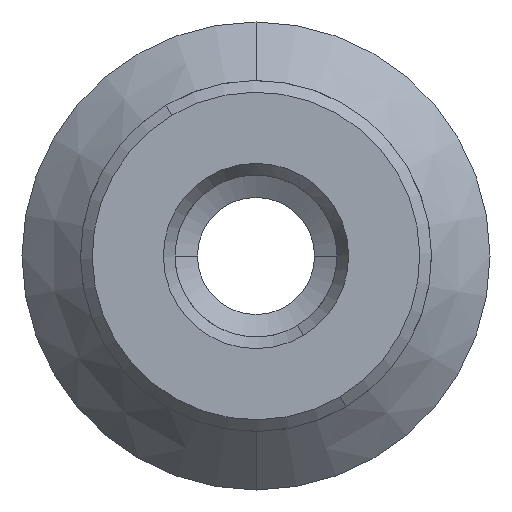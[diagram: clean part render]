
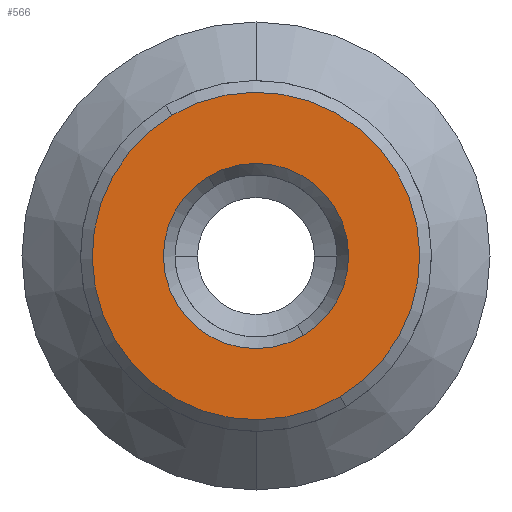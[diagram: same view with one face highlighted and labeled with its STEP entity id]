
A CAD part, front view. The second image highlights one B-rep face of the part: STEP entity #566.
In plain terms, the highlighted planar face has unit normal (0, -1, 0).
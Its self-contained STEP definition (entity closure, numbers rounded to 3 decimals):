
#44 = EDGE_CURVE ( 'NONE', #71, #70, #653, .T. ) ;
#70 = VERTEX_POINT ( 'NONE', #690 ) ;
#71 = VERTEX_POINT ( 'NONE', #689 ) ;
#330 = VERTEX_POINT ( 'NONE', #1096 ) ;
#402 = VERTEX_POINT ( 'NONE', #1186 ) ;
#408 = EDGE_CURVE ( 'NONE', #330, #402, #1256, .T. ) ;
#462 = ORIENTED_EDGE ( 'NONE', *, *, #408, .F. ) ;
#468 = EDGE_LOOP ( 'NONE', ( #462, #548 ) ) ;
#469 = EDGE_CURVE ( 'NONE', #402, #330, #1364, .T. ) ;
#522 = EDGE_CURVE ( 'NONE', #70, #71, #1432, .T. ) ;
#528 = ORIENTED_EDGE ( 'NONE', *, *, #44, .T. ) ;
#529 = ORIENTED_EDGE ( 'NONE', *, *, #522, .T. ) ;
#548 = ORIENTED_EDGE ( 'NONE', *, *, #469, .F. ) ;
#566 = ADVANCED_FACE ( 'NONE', ( #1477, #1460 ), #1483, .T. ) ;
#567 = EDGE_LOOP ( 'NONE', ( #528, #529 ) ) ;
#599 = CARTESIAN_POINT ( 'NONE',  ( 0., -14.303, 0. ) ) ;
#626 = DIRECTION ( 'NONE',  ( 0.514, 0., -0.858 ) ) ;
#627 = DIRECTION ( 'NONE',  ( 0., 1., 0. ) ) ;
#628 = AXIS2_PLACEMENT_3D ( 'NONE', #599, #627, #626 ) ;
#653 = CIRCLE ( 'NONE', #628, 2.375 ) ;
#689 = CARTESIAN_POINT ( 'NONE',  ( -1.22, -14.303, 2.038 ) ) ;
#690 = CARTESIAN_POINT ( 'NONE',  ( 1.22, -14.303, -2.038 ) ) ;
#1096 = CARTESIAN_POINT ( 'NONE',  ( 2.158, -14.303, -3.603 ) ) ;
#1186 = CARTESIAN_POINT ( 'NONE',  ( -2.158, -14.303, 3.603 ) ) ;
#1252 = DIRECTION ( 'NONE',  ( 0.514, 0., -0.858 ) ) ;
#1253 = DIRECTION ( 'NONE',  ( 0., 1., 0. ) ) ;
#1254 = CARTESIAN_POINT ( 'NONE',  ( 0., -14.303, 0. ) ) ;
#1255 = AXIS2_PLACEMENT_3D ( 'NONE', #1254, #1253, #1252 ) ;
#1256 = CIRCLE ( 'NONE', #1255, 4.2 ) ;
#1364 = CIRCLE ( 'NONE', #1416, 4.2 ) ;
#1369 = CARTESIAN_POINT ( 'NONE',  ( 0., -14.303, 0. ) ) ;
#1399 = DIRECTION ( 'NONE',  ( 0.514, 0., -0.858 ) ) ;
#1414 = DIRECTION ( 'NONE',  ( 0.514, 0., -0.858 ) ) ;
#1415 = DIRECTION ( 'NONE',  ( 0., 1., 0. ) ) ;
#1416 = AXIS2_PLACEMENT_3D ( 'NONE', #1369, #1415, #1414 ) ;
#1430 = DIRECTION ( 'NONE',  ( 0., 1., 0. ) ) ;
#1431 = AXIS2_PLACEMENT_3D ( 'NONE', #1437, #1430, #1399 ) ;
#1432 = CIRCLE ( 'NONE', #1431, 2.375 ) ;
#1437 = CARTESIAN_POINT ( 'NONE',  ( 0., -14.303, 0. ) ) ;
#1446 = CARTESIAN_POINT ( 'NONE',  ( 0., -14.303, 0. ) ) ;
#1448 = AXIS2_PLACEMENT_3D ( 'NONE', #1446, #1480, #1479 ) ;
#1460 = FACE_OUTER_BOUND ( 'NONE', #468, .T. ) ;
#1477 = FACE_BOUND ( 'NONE', #567, .T. ) ;
#1479 = DIRECTION ( 'NONE',  ( -0.514, 0., 0.858 ) ) ;
#1480 = DIRECTION ( 'NONE',  ( 0., -1., 0. ) ) ;
#1483 = PLANE ( 'NONE',  #1448 ) ;
